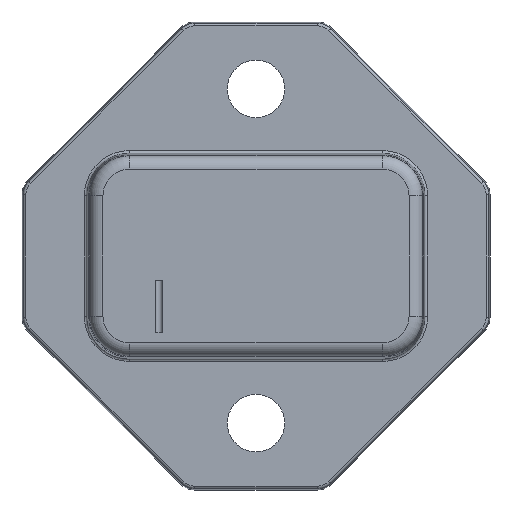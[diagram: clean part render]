
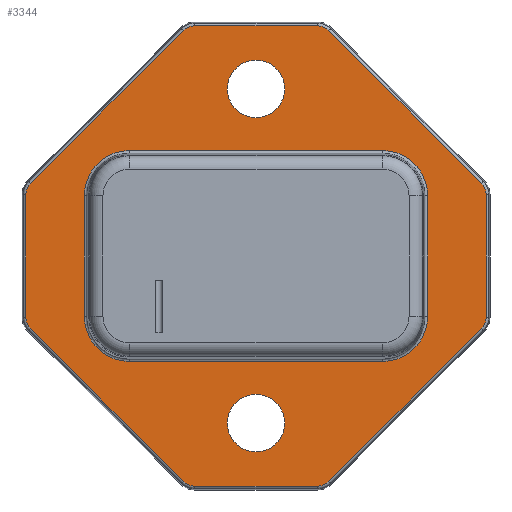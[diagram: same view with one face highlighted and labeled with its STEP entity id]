
A CAD part, front view. The second image highlights one B-rep face of the part: STEP entity #3344.
In plain terms, the highlighted planar face has unit normal (0, -1, 0).
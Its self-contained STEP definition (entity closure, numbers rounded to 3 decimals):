
#187=CARTESIAN_POINT('',(-4.579,4.75,-16.));
#188=DIRECTION('',(0.,1.,0.));
#189=DIRECTION('',(0.,0.,-1.));
#190=AXIS2_PLACEMENT_3D('',#187,#188,#189);
#192=DIRECTION('',(-0.707,0.,0.707));
#193=VECTOR('',#192,16.152);
#194=CARTESIAN_POINT('',(-5.434,4.75,-16.856));
#195=LINE('',#194,#193);
#196=CARTESIAN_POINT('',(-16.,4.75,-4.579));
#197=DIRECTION('',(0.,1.,0.));
#198=DIRECTION('',(-0.707,0.,-0.707));
#199=AXIS2_PLACEMENT_3D('',#196,#197,#198);
#201=DIRECTION('',(0.,0.,1.));
#202=VECTOR('',#201,9.157);
#203=CARTESIAN_POINT('',(-17.21,4.75,-4.579));
#204=LINE('',#203,#202);
#205=CARTESIAN_POINT('',(-16.,4.75,4.579));
#206=DIRECTION('',(0.,1.,0.));
#207=DIRECTION('',(-1.,0.,0.));
#208=AXIS2_PLACEMENT_3D('',#205,#206,#207);
#210=DIRECTION('',(0.707,0.,0.707));
#211=VECTOR('',#210,16.152);
#212=CARTESIAN_POINT('',(-16.856,4.75,5.434));
#213=LINE('',#212,#211);
#214=CARTESIAN_POINT('',(-4.579,4.75,16.));
#215=DIRECTION('',(0.,1.,0.));
#216=DIRECTION('',(-0.707,0.,0.707));
#217=AXIS2_PLACEMENT_3D('',#214,#215,#216);
#219=DIRECTION('',(1.,0.,0.));
#220=VECTOR('',#219,9.157);
#221=CARTESIAN_POINT('',(-4.579,4.75,17.21));
#222=LINE('',#221,#220);
#223=CARTESIAN_POINT('',(4.579,4.75,16.));
#224=DIRECTION('',(0.,1.,0.));
#225=DIRECTION('',(0.,0.,1.));
#226=AXIS2_PLACEMENT_3D('',#223,#224,#225);
#228=DIRECTION('',(0.707,0.,-0.707));
#229=VECTOR('',#228,16.152);
#230=CARTESIAN_POINT('',(5.434,4.75,16.856));
#231=LINE('',#230,#229);
#232=CARTESIAN_POINT('',(16.,4.75,4.579));
#233=DIRECTION('',(0.,1.,0.));
#234=DIRECTION('',(0.707,0.,0.707));
#235=AXIS2_PLACEMENT_3D('',#232,#233,#234);
#237=DIRECTION('',(0.,0.,-1.));
#238=VECTOR('',#237,9.157);
#239=CARTESIAN_POINT('',(17.21,4.75,4.579));
#240=LINE('',#239,#238);
#241=CARTESIAN_POINT('',(16.,4.75,-4.579));
#242=DIRECTION('',(0.,1.,0.));
#243=DIRECTION('',(1.,0.,0.));
#244=AXIS2_PLACEMENT_3D('',#241,#242,#243);
#246=DIRECTION('',(-0.707,0.,-0.707));
#247=VECTOR('',#246,16.152);
#248=CARTESIAN_POINT('',(16.856,4.75,-5.434));
#249=LINE('',#248,#247);
#250=CARTESIAN_POINT('',(4.579,4.75,-16.));
#251=DIRECTION('',(0.,1.,0.));
#252=DIRECTION('',(0.707,0.,-0.707));
#253=AXIS2_PLACEMENT_3D('',#250,#251,#252);
#255=DIRECTION('',(-1.,0.,0.));
#256=VECTOR('',#255,9.157);
#257=CARTESIAN_POINT('',(4.579,4.75,-17.21));
#258=LINE('',#257,#256);
#259=CARTESIAN_POINT('',(0.,4.75,12.5));
#260=DIRECTION('',(0.,-1.,0.));
#261=DIRECTION('',(0.,0.,1.));
#262=AXIS2_PLACEMENT_3D('',#259,#260,#261);
#264=CARTESIAN_POINT('',(0.,4.75,12.5));
#265=DIRECTION('',(0.,-1.,0.));
#266=DIRECTION('',(0.,0.,-1.));
#267=AXIS2_PLACEMENT_3D('',#264,#265,#266);
#269=CARTESIAN_POINT('',(-9.465,4.75,4.515));
#270=DIRECTION('',(0.,-1.,0.));
#271=DIRECTION('',(0.,0.,1.));
#272=AXIS2_PLACEMENT_3D('',#269,#270,#271);
#274=CARTESIAN_POINT('',(-9.465,4.75,-4.515));
#275=DIRECTION('',(0.,-1.,0.));
#276=DIRECTION('',(-1.,0.,0.));
#277=AXIS2_PLACEMENT_3D('',#274,#275,#276);
#279=CARTESIAN_POINT('',(9.465,4.75,-4.515));
#280=DIRECTION('',(0.,-1.,0.));
#281=DIRECTION('',(0.,0.,-1.));
#282=AXIS2_PLACEMENT_3D('',#279,#280,#281);
#284=CARTESIAN_POINT('',(9.465,4.75,4.515));
#285=DIRECTION('',(0.,-1.,0.));
#286=DIRECTION('',(1.,0.,0.));
#287=AXIS2_PLACEMENT_3D('',#284,#285,#286);
#289=CARTESIAN_POINT('',(0.,4.75,-12.5));
#290=DIRECTION('',(0.,-1.,0.));
#291=DIRECTION('',(0.,0.,1.));
#292=AXIS2_PLACEMENT_3D('',#289,#290,#291);
#294=CARTESIAN_POINT('',(0.,4.75,-12.5));
#295=DIRECTION('',(0.,-1.,0.));
#296=DIRECTION('',(0.,0.,-1.));
#297=AXIS2_PLACEMENT_3D('',#294,#295,#296);
#578=DIRECTION('',(1.,0.,0.));
#579=VECTOR('',#578,18.93);
#580=CARTESIAN_POINT('',(-9.465,4.75,7.888));
#581=LINE('',#580,#579);
#601=DIRECTION('',(0.,0.,-1.));
#602=VECTOR('',#601,9.03);
#603=CARTESIAN_POINT('',(12.838,4.75,4.515));
#604=LINE('',#603,#602);
#624=DIRECTION('',(-1.,0.,0.));
#625=VECTOR('',#624,18.93);
#626=CARTESIAN_POINT('',(9.465,4.75,-7.888));
#627=LINE('',#626,#625);
#647=DIRECTION('',(0.,0.,1.));
#648=VECTOR('',#647,9.03);
#649=CARTESIAN_POINT('',(-12.838,4.75,-4.515));
#650=LINE('',#649,#648);
#2568=CARTESIAN_POINT('',(16.856,4.75,-5.434));
#2569=CARTESIAN_POINT('',(5.434,4.75,-16.856));
#2570=VERTEX_POINT('',#2568);
#2571=VERTEX_POINT('',#2569);
#2572=CARTESIAN_POINT('',(-4.579,4.75,-17.21));
#2573=CARTESIAN_POINT('',(-5.434,4.75,-16.856));
#2574=VERTEX_POINT('',#2572);
#2575=VERTEX_POINT('',#2573);
#2576=CARTESIAN_POINT('',(-16.856,4.75,-5.434));
#2577=VERTEX_POINT('',#2576);
#2578=CARTESIAN_POINT('',(-17.21,4.75,-4.579));
#2579=VERTEX_POINT('',#2578);
#2580=CARTESIAN_POINT('',(-17.21,4.75,4.579));
#2581=VERTEX_POINT('',#2580);
#2582=CARTESIAN_POINT('',(-16.856,4.75,5.434));
#2583=VERTEX_POINT('',#2582);
#2584=CARTESIAN_POINT('',(-5.434,4.75,16.856));
#2585=VERTEX_POINT('',#2584);
#2586=CARTESIAN_POINT('',(-4.579,4.75,17.21));
#2587=VERTEX_POINT('',#2586);
#2588=CARTESIAN_POINT('',(4.579,4.75,17.21));
#2589=VERTEX_POINT('',#2588);
#2590=CARTESIAN_POINT('',(5.434,4.75,16.856));
#2591=VERTEX_POINT('',#2590);
#2592=CARTESIAN_POINT('',(16.856,4.75,5.434));
#2593=VERTEX_POINT('',#2592);
#2594=CARTESIAN_POINT('',(17.21,4.75,4.579));
#2595=VERTEX_POINT('',#2594);
#2596=CARTESIAN_POINT('',(17.21,4.75,-4.579));
#2597=VERTEX_POINT('',#2596);
#2598=CARTESIAN_POINT('',(4.579,4.75,-17.21));
#2599=VERTEX_POINT('',#2598);
#2600=CARTESIAN_POINT('',(0.,4.75,14.65));
#2601=CARTESIAN_POINT('',(0.,4.75,10.35));
#2602=VERTEX_POINT('',#2600);
#2603=VERTEX_POINT('',#2601);
#2604=CARTESIAN_POINT('',(-9.465,4.75,7.888));
#2605=CARTESIAN_POINT('',(-12.838,4.75,4.515));
#2606=VERTEX_POINT('',#2604);
#2607=VERTEX_POINT('',#2605);
#2608=CARTESIAN_POINT('',(-12.838,4.75,-4.515));
#2609=VERTEX_POINT('',#2608);
#2610=CARTESIAN_POINT('',(-9.465,4.75,-7.888));
#2611=VERTEX_POINT('',#2610);
#2612=CARTESIAN_POINT('',(9.465,4.75,-7.888));
#2613=VERTEX_POINT('',#2612);
#2614=CARTESIAN_POINT('',(12.838,4.75,-4.515));
#2615=VERTEX_POINT('',#2614);
#2616=CARTESIAN_POINT('',(12.838,4.75,4.515));
#2617=VERTEX_POINT('',#2616);
#2618=CARTESIAN_POINT('',(9.465,4.75,7.888));
#2619=VERTEX_POINT('',#2618);
#2620=CARTESIAN_POINT('',(0.,4.75,-10.35));
#2621=CARTESIAN_POINT('',(0.,4.75,-14.65));
#2622=VERTEX_POINT('',#2620);
#2623=VERTEX_POINT('',#2621);
#3276=CARTESIAN_POINT('',(0.,4.75,-7.515));
#3277=DIRECTION('',(0.,-1.,0.));
#3278=DIRECTION('',(-1.,0.,0.));
#3279=AXIS2_PLACEMENT_3D('',#3276,#3277,#3278);
#3280=PLANE('',#3279);
#3282=ORIENTED_EDGE('',*,*,#3281,.T.);
#3284=ORIENTED_EDGE('',*,*,#3283,.T.);
#3286=ORIENTED_EDGE('',*,*,#3285,.T.);
#3288=ORIENTED_EDGE('',*,*,#3287,.T.);
#3290=ORIENTED_EDGE('',*,*,#3289,.T.);
#3292=ORIENTED_EDGE('',*,*,#3291,.T.);
#3294=ORIENTED_EDGE('',*,*,#3293,.T.);
#3296=ORIENTED_EDGE('',*,*,#3295,.T.);
#3298=ORIENTED_EDGE('',*,*,#3297,.T.);
#3300=ORIENTED_EDGE('',*,*,#3299,.T.);
#3302=ORIENTED_EDGE('',*,*,#3301,.T.);
#3304=ORIENTED_EDGE('',*,*,#3303,.T.);
#3306=ORIENTED_EDGE('',*,*,#3305,.T.);
#3307=ORIENTED_EDGE('',*,*,#3259,.T.);
#3309=ORIENTED_EDGE('',*,*,#3308,.T.);
#3311=ORIENTED_EDGE('',*,*,#3310,.T.);
#3312=EDGE_LOOP('',(#3282,#3284,#3286,#3288,#3290,#3292,#3294,#3296,#3298,#3300,
#3302,#3304,#3306,#3307,#3309,#3311));
#3313=FACE_OUTER_BOUND('',#3312,.F.);
#3315=ORIENTED_EDGE('',*,*,#3314,.T.);
#3317=ORIENTED_EDGE('',*,*,#3316,.T.);
#3318=EDGE_LOOP('',(#3315,#3317));
#3319=FACE_BOUND('',#3318,.F.);
#3321=ORIENTED_EDGE('',*,*,#3320,.T.);
#3323=ORIENTED_EDGE('',*,*,#3322,.F.);
#3325=ORIENTED_EDGE('',*,*,#3324,.T.);
#3327=ORIENTED_EDGE('',*,*,#3326,.F.);
#3329=ORIENTED_EDGE('',*,*,#3328,.T.);
#3331=ORIENTED_EDGE('',*,*,#3330,.F.);
#3333=ORIENTED_EDGE('',*,*,#3332,.T.);
#3335=ORIENTED_EDGE('',*,*,#3334,.F.);
#3336=EDGE_LOOP('',(#3321,#3323,#3325,#3327,#3329,#3331,#3333,#3335));
#3337=FACE_BOUND('',#3336,.F.);
#3339=ORIENTED_EDGE('',*,*,#3338,.T.);
#3341=ORIENTED_EDGE('',*,*,#3340,.T.);
#3342=EDGE_LOOP('',(#3339,#3341));
#3343=FACE_BOUND('',#3342,.F.);
#3344=ADVANCED_FACE('',(#3313,#3319,#3337,#3343),#3280,.T.);
#191=CIRCLE('',#190,1.21);
#200=CIRCLE('',#199,1.21);
#209=CIRCLE('',#208,1.21);
#218=CIRCLE('',#217,1.21);
#227=CIRCLE('',#226,1.21);
#236=CIRCLE('',#235,1.21);
#245=CIRCLE('',#244,1.21);
#254=CIRCLE('',#253,1.21);
#263=CIRCLE('',#262,2.15);
#268=CIRCLE('',#267,2.15);
#273=CIRCLE('',#272,3.373);
#278=CIRCLE('',#277,3.373);
#283=CIRCLE('',#282,3.373);
#288=CIRCLE('',#287,3.373);
#293=CIRCLE('',#292,2.15);
#298=CIRCLE('',#297,2.15);
#3259=EDGE_CURVE('',#2570,#2571,#249,.T.);
#3281=EDGE_CURVE('',#2574,#2575,#191,.T.);
#3283=EDGE_CURVE('',#2575,#2577,#195,.T.);
#3285=EDGE_CURVE('',#2577,#2579,#200,.T.);
#3287=EDGE_CURVE('',#2579,#2581,#204,.T.);
#3289=EDGE_CURVE('',#2581,#2583,#209,.T.);
#3291=EDGE_CURVE('',#2583,#2585,#213,.T.);
#3293=EDGE_CURVE('',#2585,#2587,#218,.T.);
#3295=EDGE_CURVE('',#2587,#2589,#222,.T.);
#3297=EDGE_CURVE('',#2589,#2591,#227,.T.);
#3299=EDGE_CURVE('',#2591,#2593,#231,.T.);
#3301=EDGE_CURVE('',#2593,#2595,#236,.T.);
#3303=EDGE_CURVE('',#2595,#2597,#240,.T.);
#3305=EDGE_CURVE('',#2597,#2570,#245,.T.);
#3308=EDGE_CURVE('',#2571,#2599,#254,.T.);
#3310=EDGE_CURVE('',#2599,#2574,#258,.T.);
#3314=EDGE_CURVE('',#2602,#2603,#263,.T.);
#3316=EDGE_CURVE('',#2603,#2602,#268,.T.);
#3320=EDGE_CURVE('',#2606,#2607,#273,.T.);
#3322=EDGE_CURVE('',#2609,#2607,#650,.T.);
#3324=EDGE_CURVE('',#2609,#2611,#278,.T.);
#3326=EDGE_CURVE('',#2613,#2611,#627,.T.);
#3328=EDGE_CURVE('',#2613,#2615,#283,.T.);
#3330=EDGE_CURVE('',#2617,#2615,#604,.T.);
#3332=EDGE_CURVE('',#2617,#2619,#288,.T.);
#3334=EDGE_CURVE('',#2606,#2619,#581,.T.);
#3338=EDGE_CURVE('',#2622,#2623,#293,.T.);
#3340=EDGE_CURVE('',#2623,#2622,#298,.T.);
